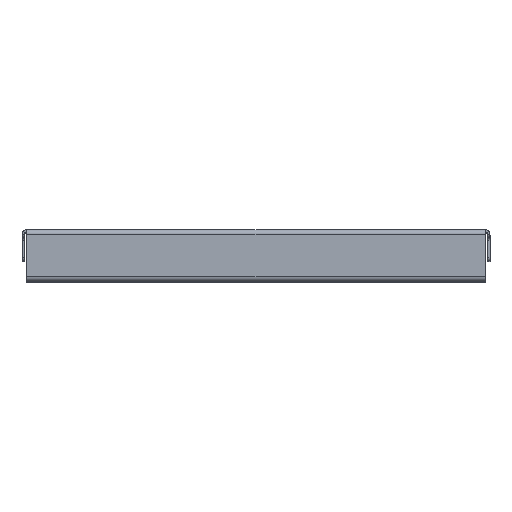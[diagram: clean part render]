
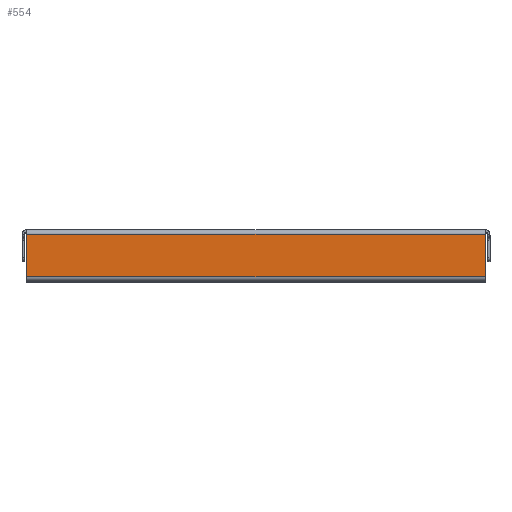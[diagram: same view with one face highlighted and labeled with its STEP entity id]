
A CAD part, top view. The second image highlights one B-rep face of the part: STEP entity #554.
In plain terms, the highlighted planar face has unit normal (0, 0, 1).
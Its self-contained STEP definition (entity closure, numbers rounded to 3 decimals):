
#84 = DIRECTION ( 'NONE',  ( 0., -1., 0. ) ) ;
#109 = CARTESIAN_POINT ( 'NONE',  ( -146., -1.5, 199. ) ) ;
#261 = VECTOR ( 'NONE', #1027, 1000. ) ;
#337 = EDGE_CURVE ( 'NONE', #4728, #2614, #5680, .T. ) ;
#542 = CARTESIAN_POINT ( 'NONE',  ( 0., 0., 199. ) ) ;
#554 = ADVANCED_FACE ( 'NONE', ( #5624 ), #3791, .T. ) ;
#820 = ORIENTED_EDGE ( 'NONE', *, *, #4152, .F. ) ;
#850 = AXIS2_PLACEMENT_3D ( 'NONE', #542, #3238, #84 ) ;
#989 = DIRECTION ( 'NONE',  ( 0., -1., 0. ) ) ;
#1011 = ORIENTED_EDGE ( 'NONE', *, *, #1525, .T. ) ;
#1027 = DIRECTION ( 'NONE',  ( 0., 1., 0. ) ) ;
#1089 = VECTOR ( 'NONE', #989, 1000. ) ;
#1379 = CARTESIAN_POINT ( 'NONE',  ( 146., -30., 199. ) ) ;
#1525 = EDGE_CURVE ( 'NONE', #1555, #2614, #3423, .T. ) ;
#1555 = VERTEX_POINT ( 'NONE', #4780 ) ;
#1679 = CARTESIAN_POINT ( 'NONE',  ( -146., -30., 199. ) ) ;
#1786 = ORIENTED_EDGE ( 'NONE', *, *, #4495, .F. ) ;
#2356 = CARTESIAN_POINT ( 'NONE',  ( -146., -3., 199. ) ) ;
#2614 = VERTEX_POINT ( 'NONE', #2356 ) ;
#2624 = CARTESIAN_POINT ( 'NONE',  ( -146., -30., 199. ) ) ;
#3238 = DIRECTION ( 'NONE',  ( 0., 0., 1. ) ) ;
#3357 = VERTEX_POINT ( 'NONE', #4510 ) ;
#3423 = LINE ( 'NONE', #4426, #3468 ) ;
#3468 = VECTOR ( 'NONE', #3936, 1000. ) ;
#3537 = DIRECTION ( 'NONE',  ( -1., 0., 0. ) ) ;
#3744 = LINE ( 'NONE', #1379, #1089 ) ;
#3791 = PLANE ( 'NONE',  #850 ) ;
#3936 = DIRECTION ( 'NONE',  ( -1., 0., 0. ) ) ;
#4018 = ORIENTED_EDGE ( 'NONE', *, *, #337, .F. ) ;
#4152 = EDGE_CURVE ( 'NONE', #3357, #4728, #5861, .T. ) ;
#4426 = CARTESIAN_POINT ( 'NONE',  ( 0., -3., 199. ) ) ;
#4495 = EDGE_CURVE ( 'NONE', #1555, #3357, #3744, .T. ) ;
#4510 = CARTESIAN_POINT ( 'NONE',  ( 146., -30., 199. ) ) ;
#4728 = VERTEX_POINT ( 'NONE', #2624 ) ;
#4780 = CARTESIAN_POINT ( 'NONE',  ( 146., -3., 199. ) ) ;
#5083 = EDGE_LOOP ( 'NONE', ( #1786, #1011, #4018, #820 ) ) ;
#5624 = FACE_OUTER_BOUND ( 'NONE', #5083, .T. ) ;
#5680 = LINE ( 'NONE', #109, #261 ) ;
#5752 = VECTOR ( 'NONE', #3537, 1000. ) ;
#5861 = LINE ( 'NONE', #1679, #5752 ) ;
